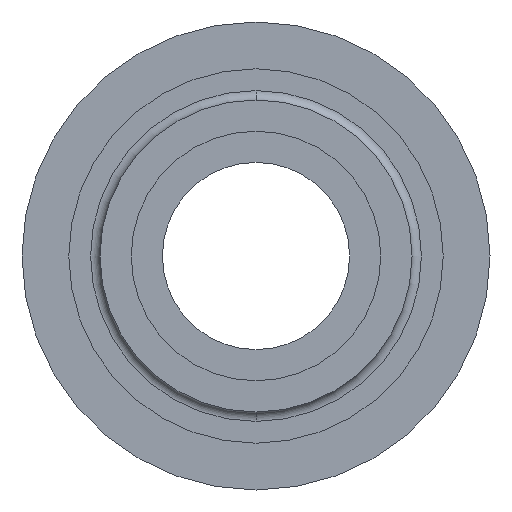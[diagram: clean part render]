
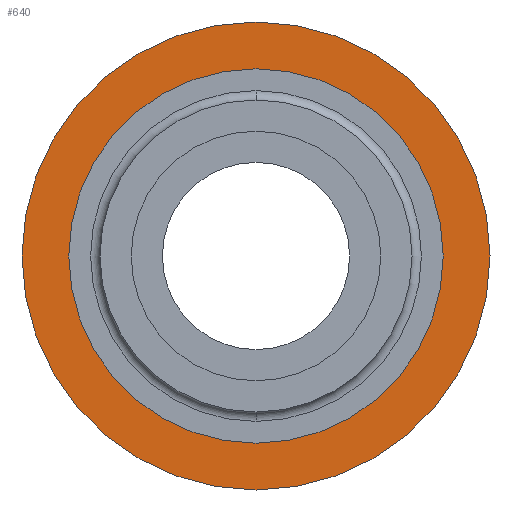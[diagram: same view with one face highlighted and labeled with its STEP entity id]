
A CAD part, front view. The second image highlights one B-rep face of the part: STEP entity #640.
In plain terms, the highlighted planar face has unit normal (0, -1, 0).
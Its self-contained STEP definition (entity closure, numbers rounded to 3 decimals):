
#7 = EDGE_CURVE ( 'NONE', #363, #107, #619, .T. ) ;
#51 = FACE_OUTER_BOUND ( 'NONE', #266, .T. ) ;
#107 = VERTEX_POINT ( 'NONE', #704 ) ;
#115 = VERTEX_POINT ( 'NONE', #598 ) ;
#138 = AXIS2_PLACEMENT_3D ( 'NONE', #626, #177, #799 ) ;
#168 = ORIENTED_EDGE ( 'NONE', *, *, #305, .F. ) ;
#177 = DIRECTION ( 'NONE',  ( 0., 1., 0. ) ) ;
#181 = ORIENTED_EDGE ( 'NONE', *, *, #7, .F. ) ;
#195 = EDGE_CURVE ( 'NONE', #722, #115, #539, .T. ) ;
#221 = DIRECTION ( 'NONE',  ( 0., -1., 0. ) ) ;
#248 = CARTESIAN_POINT ( 'NONE',  ( 0., 0., 0. ) ) ;
#250 = EDGE_CURVE ( 'NONE', #115, #722, #419, .T. ) ;
#266 = EDGE_LOOP ( 'NONE', ( #168, #181 ) ) ;
#301 = PLANE ( 'NONE',  #138 ) ;
#305 = EDGE_CURVE ( 'NONE', #107, #363, #712, .T. ) ;
#314 = AXIS2_PLACEMENT_3D ( 'NONE', #359, #411, #535 ) ;
#359 = CARTESIAN_POINT ( 'NONE',  ( 0., 0., 0. ) ) ;
#363 = VERTEX_POINT ( 'NONE', #639 ) ;
#411 = DIRECTION ( 'NONE',  ( 0., -1., 0. ) ) ;
#418 = DIRECTION ( 'NONE',  ( 0., 1., 0. ) ) ;
#419 = CIRCLE ( 'NONE', #514, 6. ) ;
#427 = DIRECTION ( 'NONE',  ( 0., 0., 1. ) ) ;
#462 = AXIS2_PLACEMENT_3D ( 'NONE', #548, #418, #427 ) ;
#481 = EDGE_LOOP ( 'NONE', ( #625, #655 ) ) ;
#504 = DIRECTION ( 'NONE',  ( 0., 1., 0. ) ) ;
#514 = AXIS2_PLACEMENT_3D ( 'NONE', #607, #221, #728 ) ;
#535 = DIRECTION ( 'NONE',  ( 0., 0., -1. ) ) ;
#539 = CIRCLE ( 'NONE', #314, 6. ) ;
#548 = CARTESIAN_POINT ( 'NONE',  ( 0., 0., 0. ) ) ;
#550 = CARTESIAN_POINT ( 'NONE',  ( 0., 0., 6. ) ) ;
#598 = CARTESIAN_POINT ( 'NONE',  ( 0., 0., -6. ) ) ;
#607 = CARTESIAN_POINT ( 'NONE',  ( 0., 0., 0. ) ) ;
#619 = CIRCLE ( 'NONE', #815, 7.5 ) ;
#625 = ORIENTED_EDGE ( 'NONE', *, *, #250, .F. ) ;
#626 = CARTESIAN_POINT ( 'NONE',  ( 0., 0., 0. ) ) ;
#639 = CARTESIAN_POINT ( 'NONE',  ( 0., 0., 7.5 ) ) ;
#640 = ADVANCED_FACE ( 'NONE', ( #678, #51 ), #301, .F. ) ;
#655 = ORIENTED_EDGE ( 'NONE', *, *, #195, .F. ) ;
#678 = FACE_BOUND ( 'NONE', #481, .T. ) ;
#704 = CARTESIAN_POINT ( 'NONE',  ( 0., 0., -7.5 ) ) ;
#712 = CIRCLE ( 'NONE', #462, 7.5 ) ;
#722 = VERTEX_POINT ( 'NONE', #550 ) ;
#728 = DIRECTION ( 'NONE',  ( 0., 0., -1. ) ) ;
#755 = DIRECTION ( 'NONE',  ( 0., 0., 1. ) ) ;
#799 = DIRECTION ( 'NONE',  ( 0., 0., 1. ) ) ;
#815 = AXIS2_PLACEMENT_3D ( 'NONE', #248, #504, #755 ) ;
